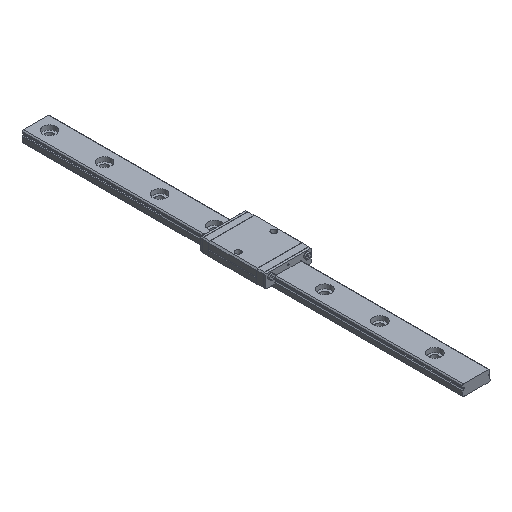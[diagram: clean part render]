
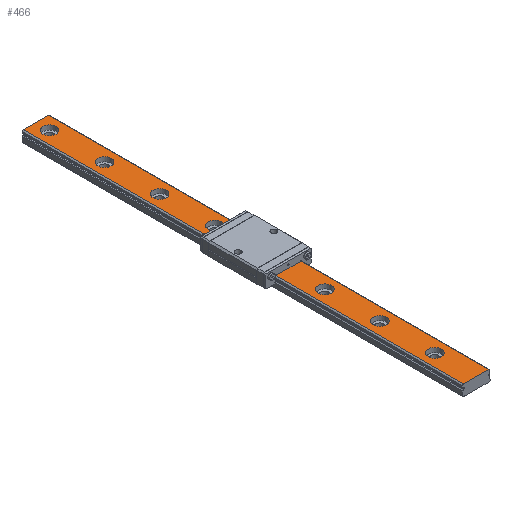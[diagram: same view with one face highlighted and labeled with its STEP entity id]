
A CAD part, isometric view. The second image highlights one B-rep face of the part: STEP entity #466.
In plain terms, the highlighted planar face has unit normal (0, 0, 1).
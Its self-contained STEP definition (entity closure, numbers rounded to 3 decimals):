
#466 = ADVANCED_FACE( '', ( #1006, #1007, #1008, #1009, #1010, #1011, #1012, #1013, #1014 ), #1015, .T. );
#1006 = FACE_BOUND( '', #1646, .T. );
#1007 = FACE_BOUND( '', #1647, .T. );
#1008 = FACE_BOUND( '', #1648, .T. );
#1009 = FACE_BOUND( '', #1649, .T. );
#1010 = FACE_BOUND( '', #1650, .T. );
#1011 = FACE_BOUND( '', #1651, .T. );
#1012 = FACE_BOUND( '', #1652, .T. );
#1013 = FACE_BOUND( '', #1653, .T. );
#1014 = FACE_OUTER_BOUND( '', #1654, .T. );
#1015 = PLANE( '', #1655 );
#1646 = EDGE_LOOP( '', ( #2912 ) );
#1647 = EDGE_LOOP( '', ( #2913 ) );
#1648 = EDGE_LOOP( '', ( #2914 ) );
#1649 = EDGE_LOOP( '', ( #2915 ) );
#1650 = EDGE_LOOP( '', ( #2916 ) );
#1651 = EDGE_LOOP( '', ( #2917 ) );
#1652 = EDGE_LOOP( '', ( #2918 ) );
#1653 = EDGE_LOOP( '', ( #2919 ) );
#1654 = EDGE_LOOP( '', ( #2920, #2921, #2922, #2923 ) );
#1655 = AXIS2_PLACEMENT_3D( '', #2924, #2925, #2926 );
#2912 = ORIENTED_EDGE( '', *, *, #4118, .T. );
#2913 = ORIENTED_EDGE( '', *, *, #3700, .T. );
#2914 = ORIENTED_EDGE( '', *, *, #4048, .T. );
#2915 = ORIENTED_EDGE( '', *, *, #4119, .T. );
#2916 = ORIENTED_EDGE( '', *, *, #4120, .T. );
#2917 = ORIENTED_EDGE( '', *, *, #4121, .T. );
#2918 = ORIENTED_EDGE( '', *, *, #4122, .T. );
#2919 = ORIENTED_EDGE( '', *, *, #3703, .T. );
#2920 = ORIENTED_EDGE( '', *, *, #4103, .F. );
#2921 = ORIENTED_EDGE( '', *, *, #4123, .F. );
#2922 = ORIENTED_EDGE( '', *, *, #3673, .T. );
#2923 = ORIENTED_EDGE( '', *, *, #3938, .T. );
#2924 = CARTESIAN_POINT( '', ( -4.574, -80., 4. ) );
#2925 = DIRECTION( '', ( 0., 0., 1. ) );
#2926 = DIRECTION( '', ( 1., 0., 0. ) );
#3673 = EDGE_CURVE( '', #4374, #4372, #4375, .T. );
#3700 = EDGE_CURVE( '', #4423, #4423, #4424, .T. );
#3703 = EDGE_CURVE( '', #4428, #4428, #4429, .T. );
#3938 = EDGE_CURVE( '', #4372, #4819, #4822, .T. );
#4048 = EDGE_CURVE( '', #4969, #4969, #4970, .T. );
#4103 = EDGE_CURVE( '', #5044, #4819, #5046, .T. );
#4118 = EDGE_CURVE( '', #5066, #5066, #5067, .T. );
#4119 = EDGE_CURVE( '', #5068, #5068, #5069, .T. );
#4120 = EDGE_CURVE( '', #5070, #5070, #5071, .T. );
#4121 = EDGE_CURVE( '', #5072, #5072, #5073, .T. );
#4122 = EDGE_CURVE( '', #5074, #5074, #5075, .T. );
#4123 = EDGE_CURVE( '', #4374, #5044, #5076, .T. );
#4372 = VERTEX_POINT( '', #5386 );
#4374 = VERTEX_POINT( '', #5388 );
#4375 = LINE( '', #5389, #5390 );
#4423 = VERTEX_POINT( '', #5452 );
#4424 = CIRCLE( '', #5453, 2.4 );
#4428 = VERTEX_POINT( '', #5457 );
#4429 = CIRCLE( '', #5458, 2.4 );
#4819 = VERTEX_POINT( '', #6009 );
#4822 = LINE( '', #6012, #6013 );
#4969 = VERTEX_POINT( '', #6232 );
#4970 = CIRCLE( '', #6233, 2.4 );
#5044 = VERTEX_POINT( '', #6341 );
#5046 = LINE( '', #6343, #6344 );
#5066 = VERTEX_POINT( '', #6371 );
#5067 = CIRCLE( '', #6372, 2.4 );
#5068 = VERTEX_POINT( '', #6373 );
#5069 = CIRCLE( '', #6374, 2.4 );
#5070 = VERTEX_POINT( '', #6375 );
#5071 = CIRCLE( '', #6376, 2.4 );
#5072 = VERTEX_POINT( '', #6377 );
#5073 = CIRCLE( '', #6378, 2.4 );
#5074 = VERTEX_POINT( '', #6379 );
#5075 = CIRCLE( '', #6380, 2.4 );
#5076 = LINE( '', #6381, #6382 );
#5386 = CARTESIAN_POINT( '', ( 4.574, -80., 4. ) );
#5388 = CARTESIAN_POINT( '', ( -4.574, -80., 4. ) );
#5389 = CARTESIAN_POINT( '', ( -4.574, -80., 4. ) );
#5390 = VECTOR( '', #6680, 1000. );
#5452 = CARTESIAN_POINT( '', ( 2.4, -45., 4. ) );
#5453 = AXIS2_PLACEMENT_3D( '', #6719, #6720, #6721 );
#5457 = CARTESIAN_POINT( '', ( 2.4, 75., 4. ) );
#5458 = AXIS2_PLACEMENT_3D( '', #6725, #6726, #6727 );
#6009 = CARTESIAN_POINT( '', ( 4.574, 80., 4. ) );
#6012 = CARTESIAN_POINT( '', ( 4.574, -80., 4. ) );
#6013 = VECTOR( '', #6973, 1000. );
#6232 = CARTESIAN_POINT( '', ( 2.4, -25., 4. ) );
#6233 = AXIS2_PLACEMENT_3D( '', #7061, #7062, #7063 );
#6341 = CARTESIAN_POINT( '', ( -4.574, 80., 4. ) );
#6343 = CARTESIAN_POINT( '', ( -4.574, 80., 4. ) );
#6344 = VECTOR( '', #7113, 1000. );
#6371 = CARTESIAN_POINT( '', ( 2.4, -65., 4. ) );
#6372 = AXIS2_PLACEMENT_3D( '', #7133, #7134, #7135 );
#6373 = CARTESIAN_POINT( '', ( 2.4, -5., 4. ) );
#6374 = AXIS2_PLACEMENT_3D( '', #7136, #7137, #7138 );
#6375 = CARTESIAN_POINT( '', ( 2.4, 15., 4. ) );
#6376 = AXIS2_PLACEMENT_3D( '', #7139, #7140, #7141 );
#6377 = CARTESIAN_POINT( '', ( 2.4, 35., 4. ) );
#6378 = AXIS2_PLACEMENT_3D( '', #7142, #7143, #7144 );
#6379 = CARTESIAN_POINT( '', ( 2.4, 55., 4. ) );
#6380 = AXIS2_PLACEMENT_3D( '', #7145, #7146, #7147 );
#6381 = CARTESIAN_POINT( '', ( -4.574, -80., 4. ) );
#6382 = VECTOR( '', #7148, 1000. );
#6680 = DIRECTION( '', ( 1., 0., 0. ) );
#6719 = CARTESIAN_POINT( '', ( 0., -45., 4. ) );
#6720 = DIRECTION( '', ( 0., 0., -1. ) );
#6721 = DIRECTION( '', ( 1., 0., 0. ) );
#6725 = CARTESIAN_POINT( '', ( 0., 75., 4. ) );
#6726 = DIRECTION( '', ( 0., 0., -1. ) );
#6727 = DIRECTION( '', ( 1., 0., 0. ) );
#6973 = DIRECTION( '', ( 0., 1., 0. ) );
#7061 = CARTESIAN_POINT( '', ( 0., -25., 4. ) );
#7062 = DIRECTION( '', ( 0., 0., -1. ) );
#7063 = DIRECTION( '', ( 1., 0., 0. ) );
#7113 = DIRECTION( '', ( 1., 0., 0. ) );
#7133 = CARTESIAN_POINT( '', ( 0., -65., 4. ) );
#7134 = DIRECTION( '', ( 0., 0., -1. ) );
#7135 = DIRECTION( '', ( 1., 0., 0. ) );
#7136 = CARTESIAN_POINT( '', ( 0., -5., 4. ) );
#7137 = DIRECTION( '', ( 0., 0., -1. ) );
#7138 = DIRECTION( '', ( 1., 0., 0. ) );
#7139 = CARTESIAN_POINT( '', ( 0., 15., 4. ) );
#7140 = DIRECTION( '', ( 0., 0., -1. ) );
#7141 = DIRECTION( '', ( 1., 0., 0. ) );
#7142 = CARTESIAN_POINT( '', ( 0., 35., 4. ) );
#7143 = DIRECTION( '', ( 0., 0., -1. ) );
#7144 = DIRECTION( '', ( 1., 0., 0. ) );
#7145 = CARTESIAN_POINT( '', ( 0., 55., 4. ) );
#7146 = DIRECTION( '', ( 0., 0., -1. ) );
#7147 = DIRECTION( '', ( 1., 0., 0. ) );
#7148 = DIRECTION( '', ( 0., 1., 0. ) );
